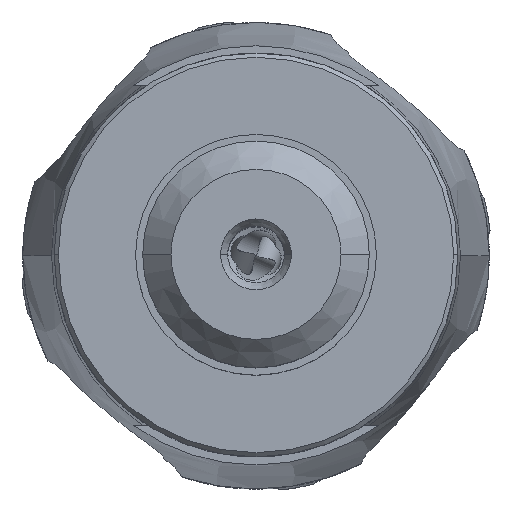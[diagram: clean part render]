
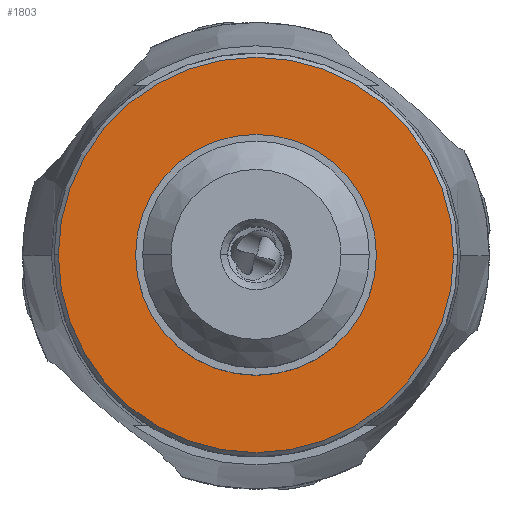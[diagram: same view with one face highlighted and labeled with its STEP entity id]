
A CAD part, top view. The second image highlights one B-rep face of the part: STEP entity #1803.
In plain terms, the highlighted planar face has unit normal (0, 0, 1).
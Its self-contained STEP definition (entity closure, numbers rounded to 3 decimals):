
#1803=ADVANCED_FACE('',(#2166,#2167),#2110,.T.);
#2110=PLANE('',#10197);
#2166=FACE_BOUND('',#2492,.T.);
#2167=FACE_BOUND('',#2493,.T.);
#2492=EDGE_LOOP('',(#5460,#5461,#5462));
#2493=EDGE_LOOP('',(#5463,#5464));
#5460=ORIENTED_EDGE('',*,*,#8491,.F.);
#5461=ORIENTED_EDGE('',*,*,#8492,.F.);
#5462=ORIENTED_EDGE('',*,*,#8493,.F.);
#5463=ORIENTED_EDGE('',*,*,#8488,.F.);
#5464=ORIENTED_EDGE('',*,*,#8490,.F.);
#7195=VERTEX_POINT('',#20633);
#7196=VERTEX_POINT('',#20635);
#7197=VERTEX_POINT('',#20641);
#7198=VERTEX_POINT('',#20642);
#7199=VERTEX_POINT('',#20644);
#8488=EDGE_CURVE('',#7195,#7196,#9148,.T.);
#8490=EDGE_CURVE('',#7196,#7195,#9150,.T.);
#8491=EDGE_CURVE('',#7197,#7198,#9151,.T.);
#8492=EDGE_CURVE('',#7199,#7197,#9152,.T.);
#8493=EDGE_CURVE('',#7198,#7199,#9153,.T.);
#9148=CIRCLE('',#10189,8.5);
#9150=CIRCLE('',#10192,8.5);
#9151=CIRCLE('',#10194,13.95);
#9152=CIRCLE('',#10195,13.95);
#9153=CIRCLE('',#10196,13.95);
#10189=AXIS2_PLACEMENT_3D('',#20634,#12237,#12238);
#10192=AXIS2_PLACEMENT_3D('',#20638,#12243,#12244);
#10194=AXIS2_PLACEMENT_3D('',#20640,#12247,#12248);
#10195=AXIS2_PLACEMENT_3D('',#20643,#12249,#12250);
#10196=AXIS2_PLACEMENT_3D('',#20645,#12251,#12252);
#10197=AXIS2_PLACEMENT_3D('',#20646,#12253,#12254);
#12237=DIRECTION('',(0.,0.,1.));
#12238=DIRECTION('',(1.,0.,0.));
#12243=DIRECTION('',(0.,0.,1.));
#12244=DIRECTION('',(-1.,0.,0.));
#12247=DIRECTION('',(0.,0.,-1.));
#12248=DIRECTION('',(-1.,0.,0.));
#12249=DIRECTION('',(0.,0.,-1.));
#12250=DIRECTION('',(0.,-1.,0.));
#12251=DIRECTION('',(0.,0.,-1.));
#12252=DIRECTION('',(1.,0.,0.));
#12253=DIRECTION('',(0.,0.,1.));
#12254=DIRECTION('',(-1.,0.,0.));
#20633=CARTESIAN_POINT('',(8.5,0.,0.));
#20634=CARTESIAN_POINT('',(0.,0.,0.));
#20635=CARTESIAN_POINT('',(-8.5,0.,0.));
#20638=CARTESIAN_POINT('',(0.,0.,0.));
#20640=CARTESIAN_POINT('',(0.,0.,0.));
#20641=CARTESIAN_POINT('',(-13.95,0.,0.));
#20642=CARTESIAN_POINT('',(13.95,0.,0.));
#20643=CARTESIAN_POINT('',(0.,0.,0.));
#20644=CARTESIAN_POINT('',(0.,-13.95,0.));
#20645=CARTESIAN_POINT('',(0.,0.,0.));
#20646=CARTESIAN_POINT('',(0.,0.001,0.));
